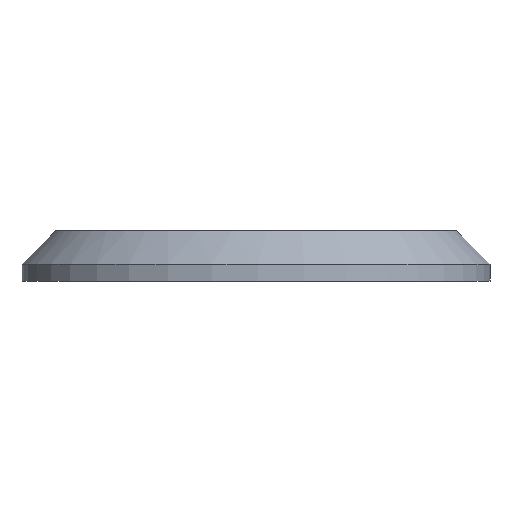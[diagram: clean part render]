
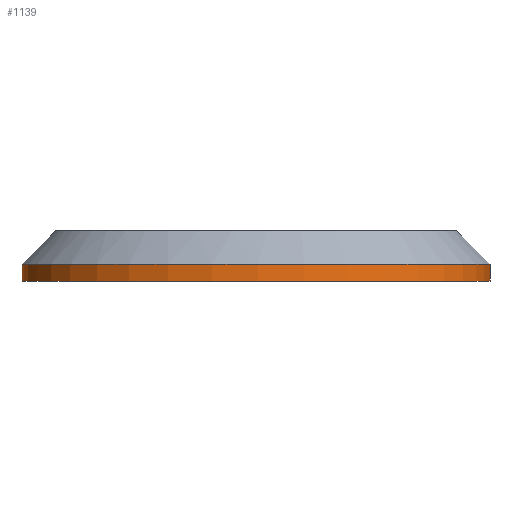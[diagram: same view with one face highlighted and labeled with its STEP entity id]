
A CAD part, front view. The second image highlights one B-rep face of the part: STEP entity #1139.
In plain terms, the highlighted free-form (B-spline) face has degree [3, 1] with [4, 2] control points.
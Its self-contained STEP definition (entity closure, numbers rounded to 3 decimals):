
#1 = VECTOR ( 'NONE', #1229, 1000. ) ;
#101 = CARTESIAN_POINT ( 'NONE',  ( 6.982, -33.911, 0.5 ) ) ;
#105 = CARTESIAN_POINT ( 'NONE',  ( -6.999, -23.089, 0. ) ) ;
#115 =( BOUNDED_CURVE ( )  B_SPLINE_CURVE ( 3, ( #429, #101, #678, #904 ),
 .UNSPECIFIED., .F., .T. ) 
 B_SPLINE_CURVE_WITH_KNOTS ( ( 4, 4 ),
 ( 0., 1. ),
 .UNSPECIFIED. ) 
 CURVE ( )  GEOMETRIC_REPRESENTATION_ITEM ( )  RATIONAL_B_SPLINE_CURVE ( ( 1., 0.333, 0.333, 1. ) ) 
 REPRESENTATION_ITEM ( '' )  );
#120 = EDGE_CURVE ( 'NONE', #1373, #1116, #887, .T. ) ;
#305 = CARTESIAN_POINT ( 'NONE',  ( 6.999, -23.111, 0. ) ) ;
#346 = CARTESIAN_POINT ( 'NONE',  ( 6.999, -23.111, 0. ) ) ;
#387 = DIRECTION ( 'NONE',  ( 0., 0., -1. ) ) ;
#400 = EDGE_LOOP ( 'NONE', ( #722, #658, #1143, #489 ) ) ;
#415 = CARTESIAN_POINT ( 'NONE',  ( -7.016, -33.889, 0.5 ) ) ;
#421 =( BOUNDED_SURFACE ( )  B_SPLINE_SURFACE ( 3, 1, ( 
 ( #443, #305 ),
 ( #450, #645 ),
 ( #415, #928 ),
 ( #1027, #548 ) ),
 .UNSPECIFIED., .F., .F., .F. ) 
 B_SPLINE_SURFACE_WITH_KNOTS ( ( 4, 4 ),
 ( 2, 2 ),
 ( 0., 1. ),
 ( 0., 1. ),
 .UNSPECIFIED. ) 
 GEOMETRIC_REPRESENTATION_ITEM ( )  RATIONAL_B_SPLINE_SURFACE ( (
 ( 1., 1.),
 ( 0.333, 0.333),
 ( 0.333, 0.333),
 ( 1., 1.) ) ) 
 REPRESENTATION_ITEM ( '' )  SURFACE ( )  );
#429 = CARTESIAN_POINT ( 'NONE',  ( 6.999, -23.111, 0.5 ) ) ;
#443 = CARTESIAN_POINT ( 'NONE',  ( 6.999, -23.111, 0.5 ) ) ;
#450 = CARTESIAN_POINT ( 'NONE',  ( 6.982, -33.911, 0.5 ) ) ;
#479 = CARTESIAN_POINT ( 'NONE',  ( -6.999, -23.089, 0.5 ) ) ;
#489 = ORIENTED_EDGE ( 'NONE', *, *, #1196, .F. ) ;
#506 = LINE ( 'NONE', #1140, #1 ) ;
#548 = CARTESIAN_POINT ( 'NONE',  ( -6.999, -23.089, 0. ) ) ;
#568 = FACE_OUTER_BOUND ( 'NONE', #400, .T. ) ;
#578 =( BOUNDED_CURVE ( )  B_SPLINE_CURVE ( 3, ( #826, #1279, #1154, #706 ),
 .UNSPECIFIED., .F., .F. ) 
 B_SPLINE_CURVE_WITH_KNOTS ( ( 4, 4 ),
 ( 3.142, 6.283 ),
 .UNSPECIFIED. ) 
 CURVE ( )  GEOMETRIC_REPRESENTATION_ITEM ( )  RATIONAL_B_SPLINE_CURVE ( ( 1., 0.333, 0.333, 1. ) ) 
 REPRESENTATION_ITEM ( '' )  );
#645 = CARTESIAN_POINT ( 'NONE',  ( 6.982, -33.911, 0. ) ) ;
#658 = ORIENTED_EDGE ( 'NONE', *, *, #876, .T. ) ;
#678 = CARTESIAN_POINT ( 'NONE',  ( -7.016, -33.889, 0.5 ) ) ;
#679 = CARTESIAN_POINT ( 'NONE',  ( 6.999, -23.111, 0.5 ) ) ;
#706 = CARTESIAN_POINT ( 'NONE',  ( -6.999, -23.089, 0. ) ) ;
#722 = ORIENTED_EDGE ( 'NONE', *, *, #955, .F. ) ;
#728 = VERTEX_POINT ( 'NONE', #679 ) ;
#734 = VERTEX_POINT ( 'NONE', #346 ) ;
#826 = CARTESIAN_POINT ( 'NONE',  ( 6.999, -23.111, 0. ) ) ;
#876 = EDGE_CURVE ( 'NONE', #728, #1373, #115, .T. ) ;
#887 = LINE ( 'NONE', #1228, #1224 ) ;
#904 = CARTESIAN_POINT ( 'NONE',  ( -6.999, -23.089, 0.5 ) ) ;
#928 = CARTESIAN_POINT ( 'NONE',  ( -7.016, -33.889, 0. ) ) ;
#955 = EDGE_CURVE ( 'NONE', #728, #734, #506, .T. ) ;
#1027 = CARTESIAN_POINT ( 'NONE',  ( -6.999, -23.089, 0.5 ) ) ;
#1116 = VERTEX_POINT ( 'NONE', #105 ) ;
#1139 = ADVANCED_FACE ( 'NONE', ( #568 ), #421, .T. ) ;
#1140 = CARTESIAN_POINT ( 'NONE',  ( 6.999, -23.111, 1.5 ) ) ;
#1143 = ORIENTED_EDGE ( 'NONE', *, *, #120, .T. ) ;
#1154 = CARTESIAN_POINT ( 'NONE',  ( -7.016, -33.889, 0. ) ) ;
#1196 = EDGE_CURVE ( 'NONE', #734, #1116, #578, .T. ) ;
#1224 = VECTOR ( 'NONE', #387, 1000. ) ;
#1228 = CARTESIAN_POINT ( 'NONE',  ( -6.999, -23.089, 1.5 ) ) ;
#1229 = DIRECTION ( 'NONE',  ( 0., 0., -1. ) ) ;
#1279 = CARTESIAN_POINT ( 'NONE',  ( 6.982, -33.911, 0. ) ) ;
#1373 = VERTEX_POINT ( 'NONE', #479 ) ;
